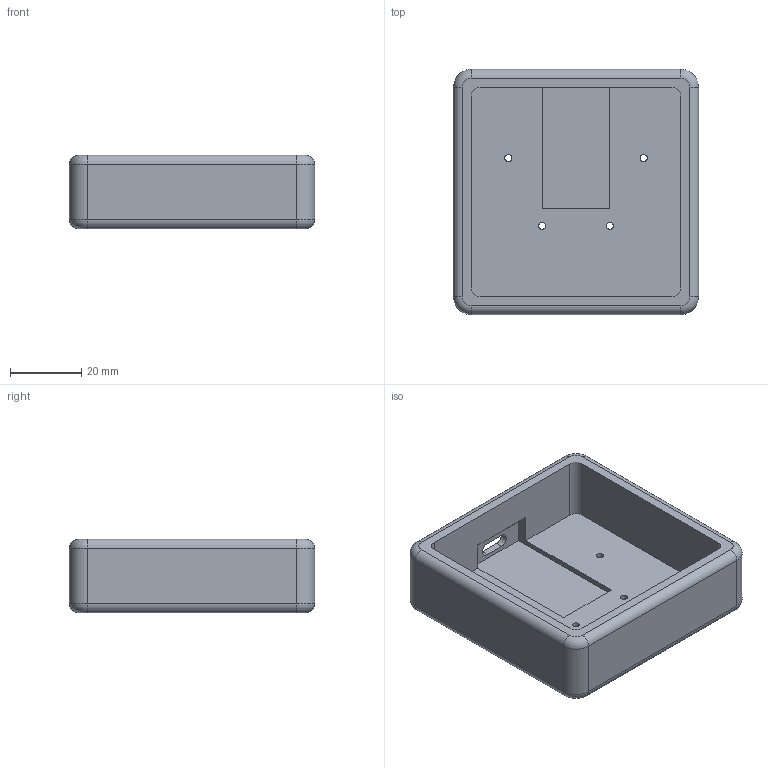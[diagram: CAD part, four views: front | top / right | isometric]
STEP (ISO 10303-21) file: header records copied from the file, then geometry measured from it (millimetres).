
FILE_DESCRIPTION(('HOOPS Exchange Step'),'2;1');
FILE_NAME('temp_export','2023-04-25T16:17:22-04:00',('mobile'),('Shapr3D Limited'),'HOOPS Exchange 2022.2','Shapr3D','Authorized');
FILE_SCHEMA( ('AUTOMOTIVE_DESIGN { 1 0 10303 214 1 1 1 1 }') );
Length unit declared in the file: millimetre
Products named in the file (1): root
Bounding box: 68.85 x 68.85 x 20.6 mm (x, y, z)
Volume: 34057.9 mm3; surface area: 18780.5 mm2
Topology: 1 solids, 1 shells, 59 faces, 142 edges, 90 vertices
Faces by surface type: cylinder 28, plane 23, torus 8
Full cylindrical faces by diameter (mm): 2 x4, 4 x4
Entity records: 1772 total; most frequent: DIRECTION 326, CARTESIAN_POINT 292, ORIENTED_EDGE 284, EDGE_CURVE 142, AXIS2_PLACEMENT_3D 124, VERTEX_POINT 90, VECTOR 78, LINE 78
